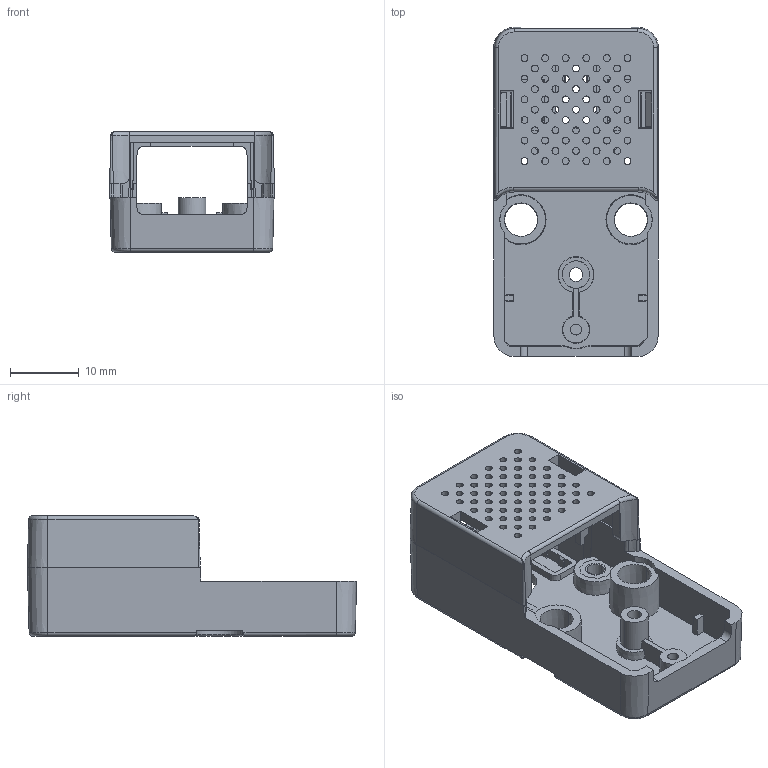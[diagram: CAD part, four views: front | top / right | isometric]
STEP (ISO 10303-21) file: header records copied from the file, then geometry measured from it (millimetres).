
FILE_DESCRIPTION((''),'2;1');
FILE_NAME('ATOM485_ATOM-PROTO_ATOM-BATTERY','2024-10-16T15:35:16',('CHUANG'),(''),'CREO PARAMETRIC BY PTC INC, 2023073','CREO PARAMETRIC BY PTC INC, 2023073','');
FILE_SCHEMA(('CONFIG_CONTROL_DESIGN'));
Length unit declared in the file: millimetre
Products named in the file (1): ATOM485_ATOM-PROTO_ATOM-BATTERY
Bounding box: 24 x 47.95 x 17.5 mm (x, y, z)
Volume: 1345 mm3; surface area: 7600.2 mm2
Topology: 3 solids, 4 shells, 572 faces, 1684 edges, 1117 vertices
Faces by surface type: plane 318, cone 198, cylinder 40, torus 10, bspline 6
Entity records: 22528 total; most frequent: CARTESIAN_POINT 6665, ORIENTED_EDGE 3312, DIRECTION 3238, EDGE_CURVE 1684, VERTEX_POINT 1117, VECTOR 1114, LINE 1114, AXIS2_PLACEMENT_3D 1062
